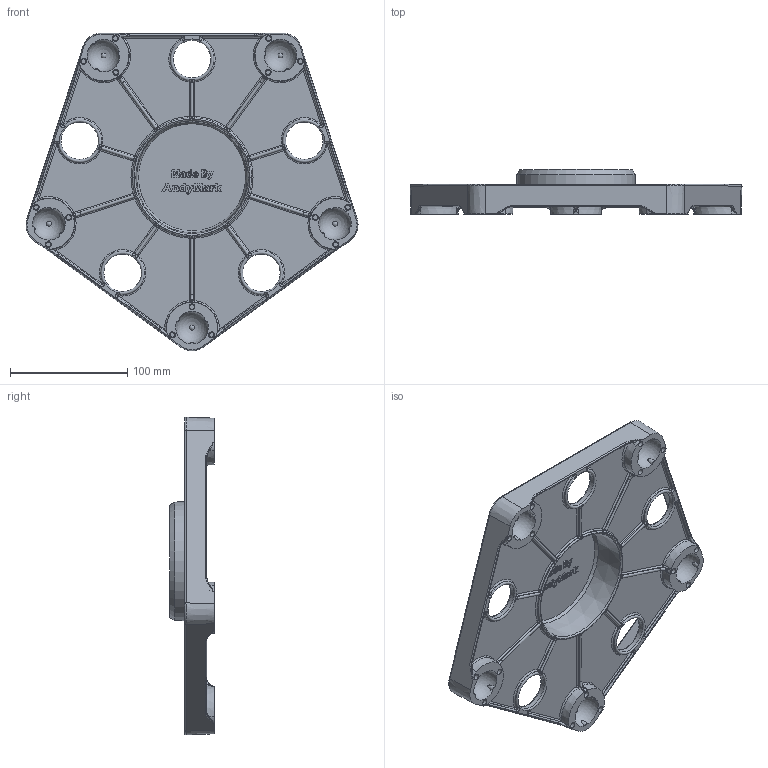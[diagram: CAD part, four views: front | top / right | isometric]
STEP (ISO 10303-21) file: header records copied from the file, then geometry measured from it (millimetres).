
FILE_DESCRIPTION(/* description */ (''),/* implementation_level */ '2;1');
FILE_NAME(/* name */ 'Final Rev1-2 - Pentagon Base.ipt.stp',/* time_stamp */ '2014-12-18T16:47:57-08:00',/* author */ ('Autodesk Inc.'),/* organization */ ('Autodesk Inc.'),/* preprocessor_version */ 'ST-DEVELOPER v15.6',/* originating_system */ 'Autodesk Inventor 2015',/* authorisation */ '');
FILE_SCHEMA (('AUTOMOTIVE_DESIGN { 1 0 10303 214 3 1 1 }'));
Products named in the file (1): Final Rev1-2 - Pentagon Base
Bounding box: 283.35 x 38.1 x 271.1 mm (x, y, z)
Volume: 264570.9 mm3; surface area: 162321 mm2
Topology: 8 solids, 8 shells, 1265 faces, 3168 edges, 1864 vertices
Faces by surface type: bspline 389, plane 360, cylinder 261, torus 136, sphere 85, cone 34
Full cylindrical faces by diameter (mm): 5.08 x15, 32 x5, 101.6 x1
Entity records: 49831 total; most frequent: CARTESIAN_POINT 21435, ORIENTED_EDGE 5966, DIRECTION 5004, EDGE_CURVE 2983, AXIS2_PLACEMENT_3D 1874, VERTEX_POINT 1840, EDGE_LOOP 1395, STYLED_ITEM 1273
